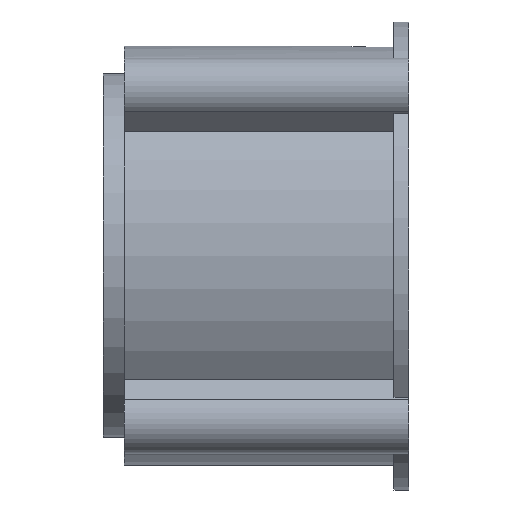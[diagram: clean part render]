
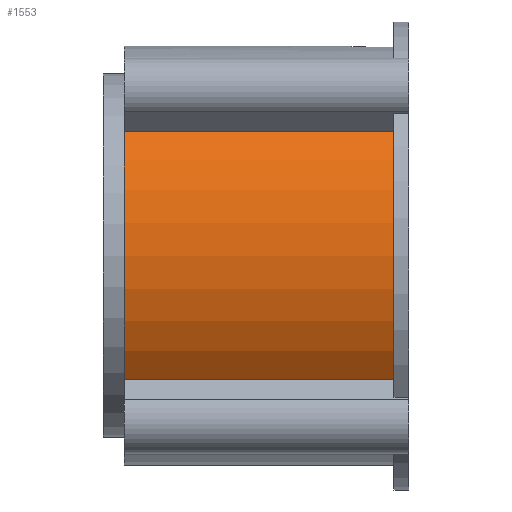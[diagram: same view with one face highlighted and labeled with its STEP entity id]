
A CAD part, left-side view. The second image highlights one B-rep face of the part: STEP entity #1553.
In plain terms, the highlighted cylindrical face has radius 42 mm (diameter 84 mm), a partial arc.
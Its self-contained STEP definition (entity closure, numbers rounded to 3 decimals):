
#3 = FACE_OUTER_BOUND ( 'NONE', #1457, .T. ) ;
#16 = CARTESIAN_POINT ( 'NONE',  ( 0., 57.1, 0. ) ) ;
#17 = ORIENTED_EDGE ( 'NONE', *, *, #808, .T. ) ;
#159 = CARTESIAN_POINT ( 'NONE',  ( -33.847, 57.1, 24.867 ) ) ;
#268 = ORIENTED_EDGE ( 'NONE', *, *, #1664, .F. ) ;
#286 = CARTESIAN_POINT ( 'NONE',  ( -33.847, 3., -24.867 ) ) ;
#383 = CIRCLE ( 'NONE', #1599, 42. ) ;
#405 = DIRECTION ( 'NONE',  ( 0., -1., 0. ) ) ;
#663 = AXIS2_PLACEMENT_3D ( 'NONE', #871, #1029, #1169 ) ;
#706 = CIRCLE ( 'NONE', #1918, 42. ) ;
#753 = CARTESIAN_POINT ( 'NONE',  ( -33.847, 57.1, -24.867 ) ) ;
#778 = VERTEX_POINT ( 'NONE', #753 ) ;
#808 = EDGE_CURVE ( 'NONE', #1791, #1671, #383, .T. ) ;
#841 = EDGE_CURVE ( 'NONE', #778, #1791, #1714, .T. ) ;
#871 = CARTESIAN_POINT ( 'NONE',  ( 0., 90.763, 0. ) ) ;
#892 = DIRECTION ( 'NONE',  ( 0., 1., 0. ) ) ;
#1005 = VERTEX_POINT ( 'NONE', #159 ) ;
#1029 = DIRECTION ( 'NONE',  ( 0., 1., 0. ) ) ;
#1031 = ORIENTED_EDGE ( 'NONE', *, *, #1647, .F. ) ;
#1092 = DIRECTION ( 'NONE',  ( 0., 0., 1. ) ) ;
#1169 = DIRECTION ( 'NONE',  ( 0., 0., 1. ) ) ;
#1263 = VECTOR ( 'NONE', #405, 1000. ) ;
#1326 = LINE ( 'NONE', #1663, #1465 ) ;
#1394 = CARTESIAN_POINT ( 'NONE',  ( -33.847, 90.763, -24.867 ) ) ;
#1418 = CARTESIAN_POINT ( 'NONE',  ( 0., 3., 0. ) ) ;
#1457 = EDGE_LOOP ( 'NONE', ( #268, #1031, #1829, #17 ) ) ;
#1465 = VECTOR ( 'NONE', #1812, 1000. ) ;
#1521 = DIRECTION ( 'NONE',  ( 0., 0., 1. ) ) ;
#1545 = DIRECTION ( 'NONE',  ( 0., 1., 0. ) ) ;
#1553 = ADVANCED_FACE ( 'NONE', ( #3 ), #1992, .T. ) ;
#1599 = AXIS2_PLACEMENT_3D ( 'NONE', #1418, #892, #1092 ) ;
#1647 = EDGE_CURVE ( 'NONE', #778, #1005, #706, .T. ) ;
#1663 = CARTESIAN_POINT ( 'NONE',  ( -33.847, 90.763, 24.867 ) ) ;
#1664 = EDGE_CURVE ( 'NONE', #1005, #1671, #1326, .T. ) ;
#1671 = VERTEX_POINT ( 'NONE', #2004 ) ;
#1714 = LINE ( 'NONE', #1394, #1263 ) ;
#1791 = VERTEX_POINT ( 'NONE', #286 ) ;
#1812 = DIRECTION ( 'NONE',  ( 0., -1., 0. ) ) ;
#1829 = ORIENTED_EDGE ( 'NONE', *, *, #841, .T. ) ;
#1918 = AXIS2_PLACEMENT_3D ( 'NONE', #16, #1545, #1521 ) ;
#1992 = CYLINDRICAL_SURFACE ( 'NONE', #663, 42. ) ;
#2004 = CARTESIAN_POINT ( 'NONE',  ( -33.847, 3., 24.867 ) ) ;
